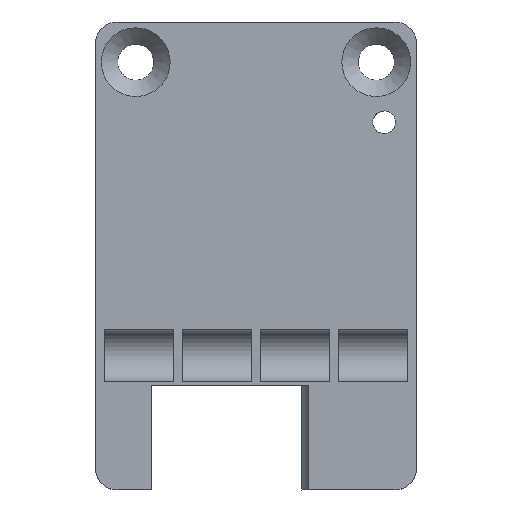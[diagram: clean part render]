
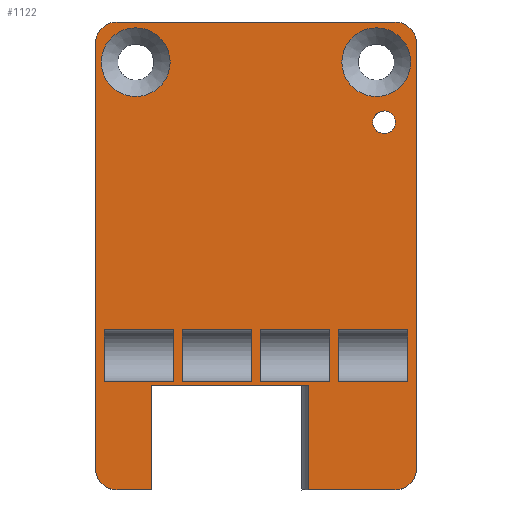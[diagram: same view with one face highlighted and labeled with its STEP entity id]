
A CAD part, top view. The second image highlights one B-rep face of the part: STEP entity #1122.
In plain terms, the highlighted planar face has unit normal (0, 0, 1).
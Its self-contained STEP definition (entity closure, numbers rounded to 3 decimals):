
#36=FACE_BOUND('',#193,.T.);
#37=FACE_BOUND('',#194,.T.);
#38=FACE_BOUND('',#195,.T.);
#39=FACE_BOUND('',#196,.T.);
#40=FACE_BOUND('',#197,.T.);
#41=FACE_BOUND('',#198,.T.);
#42=FACE_BOUND('',#199,.T.);
#65=PLANE('',#1224);
#121=FACE_OUTER_BOUND('',#192,.T.);
#192=EDGE_LOOP('',(#917,#918,#919,#920,#921,#922,#923,#924,#925,#926,#927,
#928));
#193=EDGE_LOOP('',(#929));
#194=EDGE_LOOP('',(#930,#931,#932,#933));
#195=EDGE_LOOP('',(#934,#935,#936,#937));
#196=EDGE_LOOP('',(#938,#939,#940,#941));
#197=EDGE_LOOP('',(#942));
#198=EDGE_LOOP('',(#943));
#199=EDGE_LOOP('',(#944,#945,#946,#947));
#298=LINE('',#1784,#417);
#301=LINE('',#1792,#420);
#303=LINE('',#1796,#422);
#304=LINE('',#1800,#423);
#305=LINE('',#1803,#424);
#306=LINE('',#1805,#425);
#307=LINE('',#1809,#426);
#308=LINE('',#1812,#427);
#309=LINE('',#1817,#428);
#310=LINE('',#1819,#429);
#311=LINE('',#1821,#430);
#312=LINE('',#1822,#431);
#313=LINE('',#1825,#432);
#314=LINE('',#1827,#433);
#315=LINE('',#1829,#434);
#316=LINE('',#1830,#435);
#317=LINE('',#1833,#436);
#318=LINE('',#1835,#437);
#319=LINE('',#1837,#438);
#320=LINE('',#1838,#439);
#321=LINE('',#1845,#440);
#322=LINE('',#1847,#441);
#323=LINE('',#1849,#442);
#324=LINE('',#1850,#443);
#417=VECTOR('',#1438,10.);
#420=VECTOR('',#1447,10.);
#422=VECTOR('',#1451,10.);
#423=VECTOR('',#1456,10.);
#424=VECTOR('',#1459,10.);
#425=VECTOR('',#1460,10.);
#426=VECTOR('',#1463,10.);
#427=VECTOR('',#1466,10.);
#428=VECTOR('',#1469,10.);
#429=VECTOR('',#1470,10.);
#430=VECTOR('',#1471,10.);
#431=VECTOR('',#1472,10.);
#432=VECTOR('',#1473,10.);
#433=VECTOR('',#1474,10.);
#434=VECTOR('',#1475,10.);
#435=VECTOR('',#1476,10.);
#436=VECTOR('',#1477,10.);
#437=VECTOR('',#1478,10.);
#438=VECTOR('',#1479,10.);
#439=VECTOR('',#1480,10.);
#440=VECTOR('',#1485,10.);
#441=VECTOR('',#1486,10.);
#442=VECTOR('',#1487,10.);
#443=VECTOR('',#1488,10.);
#489=CIRCLE('',#1216,5.);
#490=CIRCLE('',#1219,5.);
#492=CIRCLE('',#1225,5.);
#493=CIRCLE('',#1226,5.);
#494=CIRCLE('',#1227,2.65);
#495=CIRCLE('',#1228,8.);
#496=CIRCLE('',#1229,8.);
#563=VERTEX_POINT('',#1776);
#564=VERTEX_POINT('',#1778);
#565=VERTEX_POINT('',#1782);
#566=VERTEX_POINT('',#1786);
#567=VERTEX_POINT('',#1790);
#568=VERTEX_POINT('',#1794);
#569=VERTEX_POINT('',#1798);
#570=VERTEX_POINT('',#1802);
#571=VERTEX_POINT('',#1804);
#572=VERTEX_POINT('',#1806);
#573=VERTEX_POINT('',#1808);
#574=VERTEX_POINT('',#1810);
#575=VERTEX_POINT('',#1813);
#576=VERTEX_POINT('',#1815);
#577=VERTEX_POINT('',#1816);
#578=VERTEX_POINT('',#1818);
#579=VERTEX_POINT('',#1820);
#580=VERTEX_POINT('',#1823);
#581=VERTEX_POINT('',#1824);
#582=VERTEX_POINT('',#1826);
#583=VERTEX_POINT('',#1828);
#584=VERTEX_POINT('',#1831);
#585=VERTEX_POINT('',#1832);
#586=VERTEX_POINT('',#1834);
#587=VERTEX_POINT('',#1836);
#588=VERTEX_POINT('',#1839);
#589=VERTEX_POINT('',#1841);
#590=VERTEX_POINT('',#1843);
#591=VERTEX_POINT('',#1844);
#592=VERTEX_POINT('',#1846);
#593=VERTEX_POINT('',#1848);
#685=EDGE_CURVE('',#563,#564,#489,.T.);
#688=EDGE_CURVE('',#563,#565,#298,.T.);
#690=EDGE_CURVE('',#566,#565,#490,.T.);
#692=EDGE_CURVE('',#567,#566,#301,.T.);
#694=EDGE_CURVE('',#568,#567,#303,.T.);
#696=EDGE_CURVE('',#568,#569,#304,.T.);
#697=EDGE_CURVE('',#569,#570,#305,.T.);
#698=EDGE_CURVE('',#571,#570,#306,.T.);
#699=EDGE_CURVE('',#572,#571,#492,.T.);
#700=EDGE_CURVE('',#573,#572,#307,.T.);
#701=EDGE_CURVE('',#574,#573,#493,.T.);
#702=EDGE_CURVE('',#564,#574,#308,.T.);
#703=EDGE_CURVE('',#575,#575,#494,.T.);
#704=EDGE_CURVE('',#576,#577,#309,.T.);
#705=EDGE_CURVE('',#577,#578,#310,.T.);
#706=EDGE_CURVE('',#578,#579,#311,.T.);
#707=EDGE_CURVE('',#579,#576,#312,.T.);
#708=EDGE_CURVE('',#580,#581,#313,.T.);
#709=EDGE_CURVE('',#582,#581,#314,.T.);
#710=EDGE_CURVE('',#582,#583,#315,.T.);
#711=EDGE_CURVE('',#583,#580,#316,.T.);
#712=EDGE_CURVE('',#584,#585,#317,.T.);
#713=EDGE_CURVE('',#584,#586,#318,.T.);
#714=EDGE_CURVE('',#586,#587,#319,.T.);
#715=EDGE_CURVE('',#587,#585,#320,.T.);
#716=EDGE_CURVE('',#588,#588,#495,.T.);
#717=EDGE_CURVE('',#589,#589,#496,.T.);
#718=EDGE_CURVE('',#590,#591,#321,.T.);
#719=EDGE_CURVE('',#591,#592,#322,.T.);
#720=EDGE_CURVE('',#592,#593,#323,.T.);
#721=EDGE_CURVE('',#593,#590,#324,.T.);
#917=ORIENTED_EDGE('',*,*,#690,.F.);
#918=ORIENTED_EDGE('',*,*,#692,.F.);
#919=ORIENTED_EDGE('',*,*,#694,.F.);
#920=ORIENTED_EDGE('',*,*,#696,.T.);
#921=ORIENTED_EDGE('',*,*,#697,.T.);
#922=ORIENTED_EDGE('',*,*,#698,.F.);
#923=ORIENTED_EDGE('',*,*,#699,.F.);
#924=ORIENTED_EDGE('',*,*,#700,.F.);
#925=ORIENTED_EDGE('',*,*,#701,.F.);
#926=ORIENTED_EDGE('',*,*,#702,.F.);
#927=ORIENTED_EDGE('',*,*,#685,.F.);
#928=ORIENTED_EDGE('',*,*,#688,.T.);
#929=ORIENTED_EDGE('',*,*,#703,.T.);
#930=ORIENTED_EDGE('',*,*,#704,.T.);
#931=ORIENTED_EDGE('',*,*,#705,.T.);
#932=ORIENTED_EDGE('',*,*,#706,.T.);
#933=ORIENTED_EDGE('',*,*,#707,.T.);
#934=ORIENTED_EDGE('',*,*,#708,.T.);
#935=ORIENTED_EDGE('',*,*,#709,.F.);
#936=ORIENTED_EDGE('',*,*,#710,.T.);
#937=ORIENTED_EDGE('',*,*,#711,.T.);
#938=ORIENTED_EDGE('',*,*,#712,.F.);
#939=ORIENTED_EDGE('',*,*,#713,.T.);
#940=ORIENTED_EDGE('',*,*,#714,.T.);
#941=ORIENTED_EDGE('',*,*,#715,.T.);
#942=ORIENTED_EDGE('',*,*,#716,.T.);
#943=ORIENTED_EDGE('',*,*,#717,.T.);
#944=ORIENTED_EDGE('',*,*,#718,.T.);
#945=ORIENTED_EDGE('',*,*,#719,.T.);
#946=ORIENTED_EDGE('',*,*,#720,.T.);
#947=ORIENTED_EDGE('',*,*,#721,.T.);
#1122=ADVANCED_FACE('',(#121,#36,#37,#38,#39,#40,#41,#42),#65,.T.);
#1216=AXIS2_PLACEMENT_3D('',#1779,#1432,#1433);
#1219=AXIS2_PLACEMENT_3D('',#1788,#1442,#1443);
#1224=AXIS2_PLACEMENT_3D('',#1801,#1457,#1458);
#1225=AXIS2_PLACEMENT_3D('',#1807,#1461,#1462);
#1226=AXIS2_PLACEMENT_3D('',#1811,#1464,#1465);
#1227=AXIS2_PLACEMENT_3D('',#1814,#1467,#1468);
#1228=AXIS2_PLACEMENT_3D('',#1840,#1481,#1482);
#1229=AXIS2_PLACEMENT_3D('',#1842,#1483,#1484);
#1432=DIRECTION('center_axis',(0.,0.,-1.));
#1433=DIRECTION('ref_axis',(-0.707,0.707,0.));
#1438=DIRECTION('',(0.,-1.,0.));
#1442=DIRECTION('center_axis',(0.,0.,-1.));
#1443=DIRECTION('ref_axis',(-0.707,-0.707,0.));
#1447=DIRECTION('',(-1.,0.,0.));
#1451=DIRECTION('',(0.,-1.,0.));
#1456=DIRECTION('',(1.,0.,0.));
#1457=DIRECTION('center_axis',(0.,0.,1.));
#1458=DIRECTION('ref_axis',(0.,-1.,0.));
#1459=DIRECTION('',(0.,-1.,0.));
#1460=DIRECTION('',(-1.,0.,0.));
#1461=DIRECTION('center_axis',(0.,0.,-1.));
#1462=DIRECTION('ref_axis',(0.707,-0.707,0.));
#1463=DIRECTION('',(0.,-1.,0.));
#1464=DIRECTION('center_axis',(0.,0.,-1.));
#1465=DIRECTION('ref_axis',(0.707,0.707,0.));
#1466=DIRECTION('',(1.,0.,0.));
#1467=DIRECTION('center_axis',(0.,0.,-1.));
#1468=DIRECTION('ref_axis',(1.,0.,0.));
#1469=DIRECTION('',(1.,0.,0.));
#1470=DIRECTION('',(0.,-1.,0.));
#1471=DIRECTION('',(-1.,0.,0.));
#1472=DIRECTION('',(0.,1.,0.));
#1473=DIRECTION('',(1.,0.,0.));
#1474=DIRECTION('',(0.,1.,0.));
#1475=DIRECTION('',(-1.,0.,0.));
#1476=DIRECTION('',(0.,1.,0.));
#1477=DIRECTION('',(0.,1.,0.));
#1478=DIRECTION('',(-1.,0.,0.));
#1479=DIRECTION('',(0.,1.,0.));
#1480=DIRECTION('',(1.,0.,0.));
#1481=DIRECTION('center_axis',(0.,0.,-1.));
#1482=DIRECTION('ref_axis',(1.,0.,0.));
#1483=DIRECTION('center_axis',(0.,0.,-1.));
#1484=DIRECTION('ref_axis',(0.,-1.,0.));
#1485=DIRECTION('',(0.,-1.,0.));
#1486=DIRECTION('',(-1.,0.,0.));
#1487=DIRECTION('',(0.,1.,0.));
#1488=DIRECTION('',(1.,0.,0.));
#1776=CARTESIAN_POINT('',(-37.35,239.,-25.35));
#1778=CARTESIAN_POINT('',(-32.35,244.,-25.35));
#1779=CARTESIAN_POINT('Origin',(-32.35,239.,-25.35));
#1782=CARTESIAN_POINT('',(-37.35,140.05,-25.35));
#1784=CARTESIAN_POINT('',(-37.35,180.475,-25.35));
#1786=CARTESIAN_POINT('',(-32.35,135.05,-25.35));
#1788=CARTESIAN_POINT('Origin',(-32.35,140.05,-25.35));
#1790=CARTESIAN_POINT('',(-24.35,135.05,-25.35));
#1792=CARTESIAN_POINT('',(-18.675,135.05,-25.35));
#1794=CARTESIAN_POINT('',(-24.35,159.3,-25.35));
#1796=CARTESIAN_POINT('',(-24.35,169.3,-25.35));
#1798=CARTESIAN_POINT('',(12.22,159.3,-25.35));
#1800=CARTESIAN_POINT('',(-37.35,159.3,-25.35));
#1801=CARTESIAN_POINT('Origin',(-37.35,244.,-25.35));
#1802=CARTESIAN_POINT('',(12.22,135.05,-25.35));
#1803=CARTESIAN_POINT('',(12.22,169.3,-25.35));
#1804=CARTESIAN_POINT('',(32.35,135.05,-25.35));
#1805=CARTESIAN_POINT('',(6.11,135.05,-25.35));
#1806=CARTESIAN_POINT('',(37.35,140.05,-25.35));
#1807=CARTESIAN_POINT('Origin',(32.35,140.05,-25.35));
#1808=CARTESIAN_POINT('',(37.35,239.,-25.35));
#1809=CARTESIAN_POINT('',(37.35,169.3,-25.35));
#1810=CARTESIAN_POINT('',(32.35,244.,-25.35));
#1811=CARTESIAN_POINT('Origin',(32.35,239.,-25.35));
#1812=CARTESIAN_POINT('',(-37.35,244.,-25.35));
#1813=CARTESIAN_POINT('',(27.2,220.65,-25.35));
#1814=CARTESIAN_POINT('Origin',(29.85,220.65,-25.35));
#1815=CARTESIAN_POINT('',(-35.35,172.3,-25.35));
#1816=CARTESIAN_POINT('',(-19.175,172.3,-25.35));
#1817=CARTESIAN_POINT('',(0.,172.3,-25.35));
#1818=CARTESIAN_POINT('',(-19.175,160.3,-25.35));
#1819=CARTESIAN_POINT('',(-19.175,172.3,-25.35));
#1820=CARTESIAN_POINT('',(-35.35,160.3,-25.35));
#1821=CARTESIAN_POINT('',(0.,160.3,-25.35));
#1822=CARTESIAN_POINT('',(-35.35,160.3,-25.35));
#1823=CARTESIAN_POINT('',(-17.175,172.3,-25.35));
#1824=CARTESIAN_POINT('',(-1.,172.3,-25.35));
#1825=CARTESIAN_POINT('',(0.,172.3,-25.35));
#1826=CARTESIAN_POINT('',(-1.,160.3,-25.35));
#1827=CARTESIAN_POINT('',(-1.,160.3,-25.35));
#1828=CARTESIAN_POINT('',(-17.175,160.3,-25.35));
#1829=CARTESIAN_POINT('',(0.,160.3,-25.35));
#1830=CARTESIAN_POINT('',(-17.175,160.3,-25.35));
#1831=CARTESIAN_POINT('',(35.35,160.3,-25.35));
#1832=CARTESIAN_POINT('',(35.35,172.3,-25.35));
#1833=CARTESIAN_POINT('',(35.35,160.3,-25.35));
#1834=CARTESIAN_POINT('',(19.175,160.3,-25.35));
#1835=CARTESIAN_POINT('',(0.,160.3,-25.35));
#1836=CARTESIAN_POINT('',(19.175,172.3,-25.35));
#1837=CARTESIAN_POINT('',(19.175,160.3,-25.35));
#1838=CARTESIAN_POINT('',(0.,172.3,-25.35));
#1839=CARTESIAN_POINT('',(-36.,234.65,-25.35));
#1840=CARTESIAN_POINT('Origin',(-28.,234.65,-25.35));
#1841=CARTESIAN_POINT('',(28.,242.65,-25.35));
#1842=CARTESIAN_POINT('Origin',(28.,234.65,-25.35));
#1843=CARTESIAN_POINT('',(17.175,172.3,-25.35));
#1844=CARTESIAN_POINT('',(17.175,160.3,-25.35));
#1845=CARTESIAN_POINT('',(17.175,172.3,-25.35));
#1846=CARTESIAN_POINT('',(1.,160.3,-25.35));
#1847=CARTESIAN_POINT('',(0.,160.3,-25.35));
#1848=CARTESIAN_POINT('',(1.,172.3,-25.35));
#1849=CARTESIAN_POINT('',(1.,160.3,-25.35));
#1850=CARTESIAN_POINT('',(0.,172.3,-25.35));
